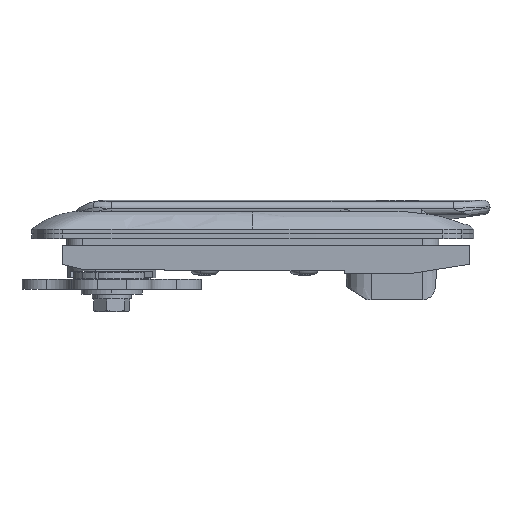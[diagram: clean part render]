
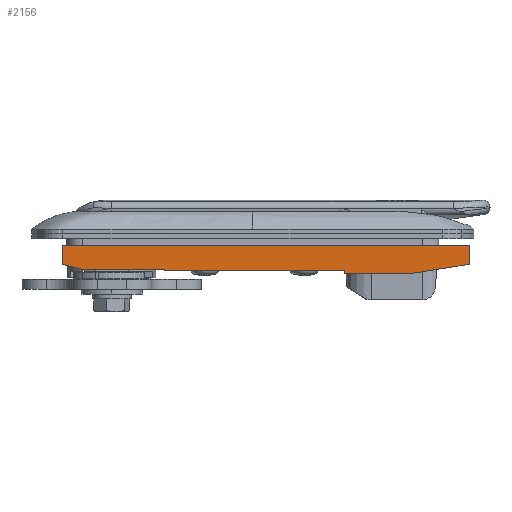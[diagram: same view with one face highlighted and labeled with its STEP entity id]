
A CAD part, left-side view. The second image highlights one B-rep face of the part: STEP entity #2156.
In plain terms, the highlighted planar face has unit normal (-1, 0, 0).
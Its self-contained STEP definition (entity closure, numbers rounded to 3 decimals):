
#1135 = EDGE_LOOP ( 'NONE', ( #2670, #2671, #2668, #2672, #2673, #2674, #2675, #2676, #2677, #2678 ) ) ;
#2156 = ADVANCED_FACE ( 'NONE', ( #8420 ), #8261, .T. ) ;
#2203 = EDGE_CURVE ( 'NONE', #2232, #2231, #8460, .T. ) ;
#2231 = VERTEX_POINT ( 'NONE', #8847 ) ;
#2232 = VERTEX_POINT ( 'NONE', #8848 ) ;
#2294 = VERTEX_POINT ( 'NONE', #8910 ) ;
#2295 = VERTEX_POINT ( 'NONE', #8911 ) ;
#2296 = VERTEX_POINT ( 'NONE', #8912 ) ;
#2297 = VERTEX_POINT ( 'NONE', #8913 ) ;
#2298 = VERTEX_POINT ( 'NONE', #8914 ) ;
#2299 = VERTEX_POINT ( 'NONE', #8915 ) ;
#2300 = VERTEX_POINT ( 'NONE', #8916 ) ;
#2301 = VERTEX_POINT ( 'NONE', #8917 ) ;
#2668 = ORIENTED_EDGE ( 'NONE', *, *, #2875, .F. ) ;
#2670 = ORIENTED_EDGE ( 'NONE', *, *, #2872, .T. ) ;
#2671 = ORIENTED_EDGE ( 'NONE', *, *, #2874, .F. ) ;
#2672 = ORIENTED_EDGE ( 'NONE', *, *, #2876, .F. ) ;
#2673 = ORIENTED_EDGE ( 'NONE', *, *, #2877, .F. ) ;
#2674 = ORIENTED_EDGE ( 'NONE', *, *, #2878, .F. ) ;
#2675 = ORIENTED_EDGE ( 'NONE', *, *, #2879, .F. ) ;
#2676 = ORIENTED_EDGE ( 'NONE', *, *, #2880, .F. ) ;
#2677 = ORIENTED_EDGE ( 'NONE', *, *, #2881, .F. ) ;
#2678 = ORIENTED_EDGE ( 'NONE', *, *, #2203, .T. ) ;
#2872 = EDGE_CURVE ( 'NONE', #2231, #2294, #8520, .T. ) ;
#2874 = EDGE_CURVE ( 'NONE', #2295, #2294, #8521, .T. ) ;
#2875 = EDGE_CURVE ( 'NONE', #2296, #2295, #8522, .T. ) ;
#2876 = EDGE_CURVE ( 'NONE', #2297, #2296, #8523, .T. ) ;
#2877 = EDGE_CURVE ( 'NONE', #2298, #2297, #8524, .T. ) ;
#2878 = EDGE_CURVE ( 'NONE', #2299, #2298, #8525, .T. ) ;
#2879 = EDGE_CURVE ( 'NONE', #2300, #2299, #8526, .T. ) ;
#2880 = EDGE_CURVE ( 'NONE', #2301, #2300, #8527, .T. ) ;
#2881 = EDGE_CURVE ( 'NONE', #2232, #2301, #8528, .T. ) ;
#8261 = PLANE ( 'NONE',  #8365 ) ;
#8262 = CARTESIAN_POINT ( 'NONE',  ( -15.55, 28., -5.2 ) ) ;
#8263 = DIRECTION ( 'NONE',  ( -1., 0., 0. ) ) ;
#8264 = DIRECTION ( 'NONE',  ( 0., 0., 1. ) ) ;
#8365 = AXIS2_PLACEMENT_3D ( 'NONE', #8262, #8263, #8264 ) ;
#8420 = FACE_OUTER_BOUND ( 'NONE', #1135, .T. ) ;
#8460 = LINE ( 'NONE', #8785, #8980 ) ;
#8520 = LINE ( 'NONE', #9470, #9375 ) ;
#8521 = LINE ( 'NONE', #9475, #9377 ) ;
#8522 = LINE ( 'NONE', #9477, #9378 ) ;
#8523 = LINE ( 'NONE', #9479, #9379 ) ;
#8524 = LINE ( 'NONE', #9481, #9380 ) ;
#8525 = LINE ( 'NONE', #9483, #9381 ) ;
#8526 = LINE ( 'NONE', #9485, #9382 ) ;
#8527 = LINE ( 'NONE', #9487, #9383 ) ;
#8528 = LINE ( 'NONE', #9489, #9384 ) ;
#8785 = CARTESIAN_POINT ( 'NONE',  ( -15.55, 28., -5.2 ) ) ;
#8786 = DIRECTION ( 'NONE',  ( 0., 0., -1. ) ) ;
#8847 = CARTESIAN_POINT ( 'NONE',  ( -15.55, 28., -5.2 ) ) ;
#8848 = CARTESIAN_POINT ( 'NONE',  ( -15.55, 28., -4.7 ) ) ;
#8910 = CARTESIAN_POINT ( 'NONE',  ( -15.55, -28., -5.2 ) ) ;
#8911 = CARTESIAN_POINT ( 'NONE',  ( -15.55, -28., -6.2 ) ) ;
#8912 = CARTESIAN_POINT ( 'NONE',  ( -15.55, -48., -6.2 ) ) ;
#8913 = CARTESIAN_POINT ( 'NONE',  ( -15.55, -67., -3.2 ) ) ;
#8914 = CARTESIAN_POINT ( 'NONE',  ( -15.55, -67., 2.8 ) ) ;
#8915 = CARTESIAN_POINT ( 'NONE',  ( -15.55, 60., 2.8 ) ) ;
#8916 = CARTESIAN_POINT ( 'NONE',  ( -15.55, 60., -3.2 ) ) ;
#8917 = CARTESIAN_POINT ( 'NONE',  ( -15.55, 54., -4.7 ) ) ;
#8980 = VECTOR ( 'NONE', #8786, 1000. ) ;
#9375 = VECTOR ( 'NONE', #9471, 1000. ) ;
#9377 = VECTOR ( 'NONE', #9476, 1000. ) ;
#9378 = VECTOR ( 'NONE', #9478, 1000. ) ;
#9379 = VECTOR ( 'NONE', #9480, 1000. ) ;
#9380 = VECTOR ( 'NONE', #9482, 1000. ) ;
#9381 = VECTOR ( 'NONE', #9484, 1000. ) ;
#9382 = VECTOR ( 'NONE', #9486, 1000. ) ;
#9383 = VECTOR ( 'NONE', #9488, 1000. ) ;
#9384 = VECTOR ( 'NONE', #9490, 1000. ) ;
#9470 = CARTESIAN_POINT ( 'NONE',  ( -15.55, 28., -5.2 ) ) ;
#9471 = DIRECTION ( 'NONE',  ( 0., -1., 0. ) ) ;
#9475 = CARTESIAN_POINT ( 'NONE',  ( -15.55, -28., -6.2 ) ) ;
#9476 = DIRECTION ( 'NONE',  ( 0., 0., 1. ) ) ;
#9477 = CARTESIAN_POINT ( 'NONE',  ( -15.55, -48., -6.2 ) ) ;
#9478 = DIRECTION ( 'NONE',  ( 0., 1., 0. ) ) ;
#9479 = CARTESIAN_POINT ( 'NONE',  ( -15.55, -67., -3.2 ) ) ;
#9480 = DIRECTION ( 'NONE',  ( 0., 0.988, -0.156 ) ) ;
#9481 = CARTESIAN_POINT ( 'NONE',  ( -15.55, -67., 2.8 ) ) ;
#9482 = DIRECTION ( 'NONE',  ( 0., 0., -1. ) ) ;
#9483 = CARTESIAN_POINT ( 'NONE',  ( -15.55, 28., 2.8 ) ) ;
#9484 = DIRECTION ( 'NONE',  ( 0., -1., 0. ) ) ;
#9485 = CARTESIAN_POINT ( 'NONE',  ( -15.55, 60., 2.8 ) ) ;
#9486 = DIRECTION ( 'NONE',  ( 0., 0., 1. ) ) ;
#9487 = CARTESIAN_POINT ( 'NONE',  ( -15.55, 60., -3.2 ) ) ;
#9488 = DIRECTION ( 'NONE',  ( 0., 0.97, 0.243 ) ) ;
#9489 = CARTESIAN_POINT ( 'NONE',  ( -15.55, 54., -4.7 ) ) ;
#9490 = DIRECTION ( 'NONE',  ( 0., 1., 0. ) ) ;
